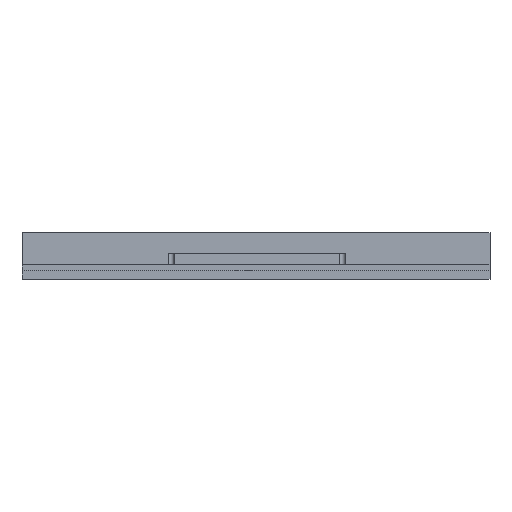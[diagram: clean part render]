
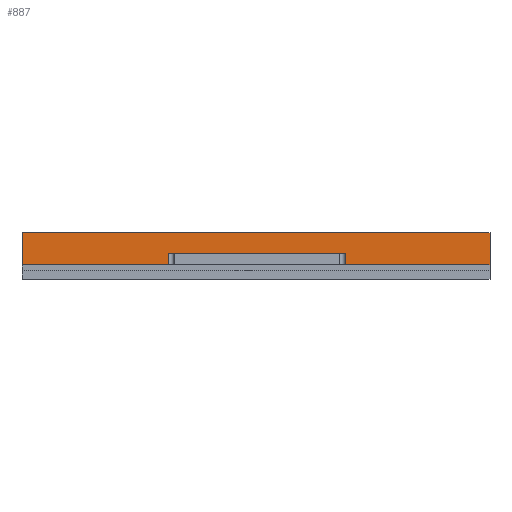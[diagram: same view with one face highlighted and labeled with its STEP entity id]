
A CAD part, front view. The second image highlights one B-rep face of the part: STEP entity #887.
In plain terms, the highlighted planar face has unit normal (0, -1, 0).
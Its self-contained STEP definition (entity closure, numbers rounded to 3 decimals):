
#22 = CARTESIAN_POINT ( 'NONE',  ( 80., -38., 8. ) ) ;
#63 = LINE ( 'NONE', #22, #2725 ) ;
#119 = LINE ( 'NONE', #2846, #1877 ) ;
#128 = DIRECTION ( 'NONE',  ( 1., 0., 0. ) ) ;
#150 = CARTESIAN_POINT ( 'NONE',  ( 0., -38., 8. ) ) ;
#157 = CARTESIAN_POINT ( 'NONE',  ( 80., -38., 8. ) ) ;
#181 = DIRECTION ( 'NONE',  ( 0., 0., -1. ) ) ;
#204 = DIRECTION ( 'NONE',  ( 0., 0., -1. ) ) ;
#217 = FACE_OUTER_BOUND ( 'NONE', #1343, .T. ) ;
#246 = LINE ( 'NONE', #625, #2695 ) ;
#269 = VERTEX_POINT ( 'NONE', #892 ) ;
#291 = ORIENTED_EDGE ( 'NONE', *, *, #1470, .T. ) ;
#317 = EDGE_CURVE ( 'NONE', #702, #269, #246, .T. ) ;
#330 = ORIENTED_EDGE ( 'NONE', *, *, #317, .T. ) ;
#451 = VERTEX_POINT ( 'NONE', #150 ) ;
#534 = ORIENTED_EDGE ( 'NONE', *, *, #3285, .F. ) ;
#548 = LINE ( 'NONE', #705, #2575 ) ;
#625 = CARTESIAN_POINT ( 'NONE',  ( 55.248, -38., 4.5 ) ) ;
#702 = VERTEX_POINT ( 'NONE', #1891 ) ;
#705 = CARTESIAN_POINT ( 'NONE',  ( 25., -38., 4.5 ) ) ;
#887 = ADVANCED_FACE ( 'NONE', ( #217 ), #3374, .T. ) ;
#892 = CARTESIAN_POINT ( 'NONE',  ( 55.248, -38., 2.5 ) ) ;
#915 = EDGE_CURVE ( 'NONE', #269, #1894, #119, .T. ) ;
#948 = CARTESIAN_POINT ( 'NONE',  ( 25., -38., 2.5 ) ) ;
#999 = CARTESIAN_POINT ( 'NONE',  ( 0., -38., 8. ) ) ;
#1077 = VECTOR ( 'NONE', #181, 1000. ) ;
#1107 = DIRECTION ( 'NONE',  ( 0., 0., -1. ) ) ;
#1152 = ORIENTED_EDGE ( 'NONE', *, *, #915, .T. ) ;
#1343 = EDGE_LOOP ( 'NONE', ( #291, #534, #3409, #330, #1152, #3232, #1627, #2026 ) ) ;
#1405 = VECTOR ( 'NONE', #204, 1000. ) ;
#1470 = EDGE_CURVE ( 'NONE', #2786, #1566, #2495, .T. ) ;
#1519 = DIRECTION ( 'NONE',  ( 1., 0., 0. ) ) ;
#1523 = LINE ( 'NONE', #999, #1077 ) ;
#1526 = AXIS2_PLACEMENT_3D ( 'NONE', #2347, #2590, #3145 ) ;
#1566 = VERTEX_POINT ( 'NONE', #948 ) ;
#1594 = EDGE_CURVE ( 'NONE', #2022, #702, #548, .T. ) ;
#1627 = ORIENTED_EDGE ( 'NONE', *, *, #2439, .T. ) ;
#1672 = CARTESIAN_POINT ( 'NONE',  ( 25., -38., 4.5 ) ) ;
#1694 = VECTOR ( 'NONE', #2269, 1000. ) ;
#1877 = VECTOR ( 'NONE', #1519, 1000. ) ;
#1891 = CARTESIAN_POINT ( 'NONE',  ( 55.248, -38., 4.5 ) ) ;
#1894 = VERTEX_POINT ( 'NONE', #2206 ) ;
#2022 = VERTEX_POINT ( 'NONE', #2286 ) ;
#2026 = ORIENTED_EDGE ( 'NONE', *, *, #2915, .T. ) ;
#2113 = LINE ( 'NONE', #2578, #1405 ) ;
#2128 = VECTOR ( 'NONE', #128, 1000. ) ;
#2134 = DIRECTION ( 'NONE',  ( -1., 0., 0. ) ) ;
#2206 = CARTESIAN_POINT ( 'NONE',  ( 80., -38., 2.5 ) ) ;
#2210 = EDGE_CURVE ( 'NONE', #3405, #1894, #2113, .T. ) ;
#2227 = CARTESIAN_POINT ( 'NONE',  ( 0., -38., 2.5 ) ) ;
#2269 = DIRECTION ( 'NONE',  ( 0., 0., -1. ) ) ;
#2286 = CARTESIAN_POINT ( 'NONE',  ( 25., -38., 4.5 ) ) ;
#2301 = DIRECTION ( 'NONE',  ( 1., 0., 0. ) ) ;
#2347 = CARTESIAN_POINT ( 'NONE',  ( 80., -38., 8. ) ) ;
#2401 = LINE ( 'NONE', #1672, #1694 ) ;
#2439 = EDGE_CURVE ( 'NONE', #3405, #451, #63, .T. ) ;
#2495 = LINE ( 'NONE', #2227, #2128 ) ;
#2537 = CARTESIAN_POINT ( 'NONE',  ( 0., -38., 2.5 ) ) ;
#2575 = VECTOR ( 'NONE', #2301, 1000. ) ;
#2578 = CARTESIAN_POINT ( 'NONE',  ( 80., -38., 8. ) ) ;
#2590 = DIRECTION ( 'NONE',  ( 0., -1., 0. ) ) ;
#2695 = VECTOR ( 'NONE', #1107, 1000. ) ;
#2725 = VECTOR ( 'NONE', #2134, 1000. ) ;
#2786 = VERTEX_POINT ( 'NONE', #2537 ) ;
#2846 = CARTESIAN_POINT ( 'NONE',  ( 0., -38., 2.5 ) ) ;
#2915 = EDGE_CURVE ( 'NONE', #451, #2786, #1523, .T. ) ;
#3145 = DIRECTION ( 'NONE',  ( 1., 0., 0. ) ) ;
#3232 = ORIENTED_EDGE ( 'NONE', *, *, #2210, .F. ) ;
#3285 = EDGE_CURVE ( 'NONE', #2022, #1566, #2401, .T. ) ;
#3374 = PLANE ( 'NONE',  #1526 ) ;
#3405 = VERTEX_POINT ( 'NONE', #157 ) ;
#3409 = ORIENTED_EDGE ( 'NONE', *, *, #1594, .T. ) ;
